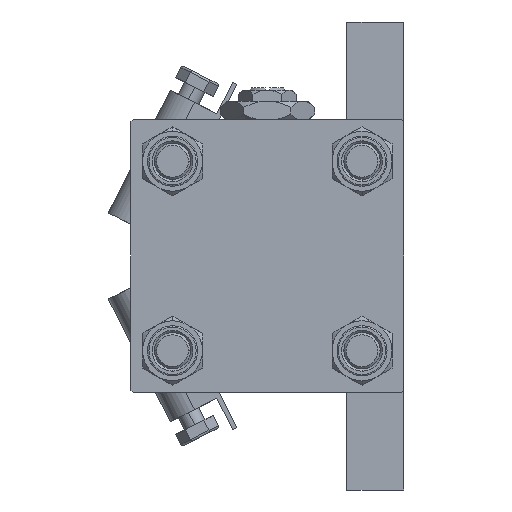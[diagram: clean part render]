
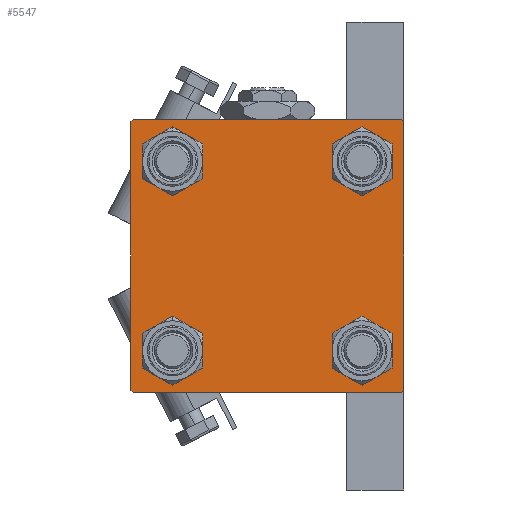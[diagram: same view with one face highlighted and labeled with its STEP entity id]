
A CAD part, left-side view. The second image highlights one B-rep face of the part: STEP entity #5547.
In plain terms, the highlighted planar face has unit normal (-1, 0, 0).
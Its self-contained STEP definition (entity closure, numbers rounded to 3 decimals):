
#1055 = CARTESIAN_POINT ( 'NONE',  ( 0., -29.75, 29.75 ) ) ;
#1321 = DIRECTION ( 'NONE',  ( 0., 0.707, 0.707 ) ) ;
#1330 = DIRECTION ( 'NONE',  ( 0., 0., 1. ) ) ;
#1622 = VERTEX_POINT ( 'NONE', #40955 ) ;
#1928 = EDGE_CURVE ( 'NONE', #36606, #22733, #19941, .T. ) ;
#2362 = EDGE_LOOP ( 'NONE', ( #33676, #31034 ) ) ;
#2932 = EDGE_CURVE ( 'NONE', #9484, #10577, #31655, .T. ) ;
#3074 = CARTESIAN_POINT ( 'NONE',  ( 0., -20.85, -16.35 ) ) ;
#3309 = CARTESIAN_POINT ( 'NONE',  ( 0., 30., 29.5 ) ) ;
#3653 = EDGE_LOOP ( 'NONE', ( #8435, #18688, #32650, #32061, #28186, #27247, #40699, #50390 ) ) ;
#4562 = VERTEX_POINT ( 'NONE', #33008 ) ;
#4697 = DIRECTION ( 'NONE',  ( 1., 0., 0. ) ) ;
#4990 = CARTESIAN_POINT ( 'NONE',  ( 0., -20.85, 20.85 ) ) ;
#5547 = ADVANCED_FACE ( 'NONE', ( #26050, #29476, #10075, #45458, #17692 ), #29211, .T. ) ;
#6523 = CARTESIAN_POINT ( 'NONE',  ( 0., -29.5, -30. ) ) ;
#6675 = EDGE_CURVE ( 'NONE', #10577, #9484, #11595, .T. ) ;
#6839 = DIRECTION ( 'NONE',  ( 0., 0., 1. ) ) ;
#7027 = CARTESIAN_POINT ( 'NONE',  ( 0., 20.85, 16.35 ) ) ;
#7145 = EDGE_CURVE ( 'NONE', #25398, #4562, #50225, .T. ) ;
#7429 = VECTOR ( 'NONE', #40295, 1000. ) ;
#7530 = DIRECTION ( 'NONE',  ( 0., -0.707, -0.707 ) ) ;
#8435 = ORIENTED_EDGE ( 'NONE', *, *, #42126, .T. ) ;
#8522 = VECTOR ( 'NONE', #22732, 1000. ) ;
#8635 = AXIS2_PLACEMENT_3D ( 'NONE', #34601, #51097, #6839 ) ;
#8831 = DIRECTION ( 'NONE',  ( 0., 0., 1. ) ) ;
#9344 = CARTESIAN_POINT ( 'NONE',  ( 0., 20.85, 20.85 ) ) ;
#9484 = VERTEX_POINT ( 'NONE', #40025 ) ;
#9681 = VERTEX_POINT ( 'NONE', #30607 ) ;
#10075 = FACE_BOUND ( 'NONE', #2362, .T. ) ;
#10198 = LINE ( 'NONE', #30119, #11040 ) ;
#10577 = VERTEX_POINT ( 'NONE', #7027 ) ;
#10841 = VERTEX_POINT ( 'NONE', #37873 ) ;
#11040 = VECTOR ( 'NONE', #18576, 1000. ) ;
#11109 = DIRECTION ( 'NONE',  ( 0., 0.707, -0.707 ) ) ;
#11584 = ORIENTED_EDGE ( 'NONE', *, *, #48882, .T. ) ;
#11595 = CIRCLE ( 'NONE', #43495, 4.5 ) ;
#12084 = EDGE_CURVE ( 'NONE', #1622, #20381, #32865, .T. ) ;
#12366 = AXIS2_PLACEMENT_3D ( 'NONE', #23318, #15217, #31460 ) ;
#12536 = CIRCLE ( 'NONE', #19218, 4.5 ) ;
#12604 = VERTEX_POINT ( 'NONE', #40458 ) ;
#12691 = VECTOR ( 'NONE', #1321, 1000. ) ;
#12806 = CIRCLE ( 'NONE', #33716, 4.5 ) ;
#12900 = DIRECTION ( 'NONE',  ( 0., 0., 1. ) ) ;
#13194 = EDGE_CURVE ( 'NONE', #20381, #1622, #47521, .T. ) ;
#13616 = DIRECTION ( 'NONE',  ( 0., 0., 1. ) ) ;
#14709 = EDGE_CURVE ( 'NONE', #12604, #24349, #44221, .T. ) ;
#15217 = DIRECTION ( 'NONE',  ( 1., 0., 0. ) ) ;
#15298 = AXIS2_PLACEMENT_3D ( 'NONE', #28869, #23884, #12900 ) ;
#15300 = LINE ( 'NONE', #51190, #41201 ) ;
#15476 = ORIENTED_EDGE ( 'NONE', *, *, #2932, .T. ) ;
#17023 = CARTESIAN_POINT ( 'NONE',  ( 0., -20.85, -20.85 ) ) ;
#17692 = FACE_OUTER_BOUND ( 'NONE', #3653, .T. ) ;
#17860 = VERTEX_POINT ( 'NONE', #3309 ) ;
#18080 = CARTESIAN_POINT ( 'NONE',  ( 0., -20.85, -20.85 ) ) ;
#18403 = EDGE_LOOP ( 'NONE', ( #22672, #24016 ) ) ;
#18576 = DIRECTION ( 'NONE',  ( 0., 0., -1. ) ) ;
#18688 = ORIENTED_EDGE ( 'NONE', *, *, #48550, .T. ) ;
#19218 = AXIS2_PLACEMENT_3D ( 'NONE', #4990, #33276, #1330 ) ;
#19475 = CIRCLE ( 'NONE', #15298, 4.5 ) ;
#19941 = LINE ( 'NONE', #24391, #39092 ) ;
#20381 = VERTEX_POINT ( 'NONE', #43278 ) ;
#20520 = CARTESIAN_POINT ( 'NONE',  ( 0., 30., -29.5 ) ) ;
#20958 = LINE ( 'NONE', #1055, #12691 ) ;
#21525 = EDGE_LOOP ( 'NONE', ( #43859, #11584 ) ) ;
#21609 = CARTESIAN_POINT ( 'NONE',  ( 0., 0., 0. ) ) ;
#22189 = EDGE_CURVE ( 'NONE', #39114, #9681, #42634, .T. ) ;
#22672 = ORIENTED_EDGE ( 'NONE', *, *, #7145, .T. ) ;
#22732 = DIRECTION ( 'NONE',  ( 0., -1., 0. ) ) ;
#22733 = VERTEX_POINT ( 'NONE', #29954 ) ;
#23318 = CARTESIAN_POINT ( 'NONE',  ( 0., 20.85, -20.85 ) ) ;
#23837 = CARTESIAN_POINT ( 'NONE',  ( 0., -30., 29.5 ) ) ;
#23884 = DIRECTION ( 'NONE',  ( 1., 0., 0. ) ) ;
#24016 = ORIENTED_EDGE ( 'NONE', *, *, #48398, .T. ) ;
#24349 = VERTEX_POINT ( 'NONE', #6523 ) ;
#24391 = CARTESIAN_POINT ( 'NONE',  ( 0., -30., 30. ) ) ;
#24497 = DIRECTION ( 'NONE',  ( 0., -0.707, 0.707 ) ) ;
#25398 = VERTEX_POINT ( 'NONE', #3074 ) ;
#25526 = DIRECTION ( 'NONE',  ( 0., 0., 1. ) ) ;
#25893 = AXIS2_PLACEMENT_3D ( 'NONE', #21609, #37584, #25526 ) ;
#26050 = FACE_BOUND ( 'NONE', #21525, .T. ) ;
#27247 = ORIENTED_EDGE ( 'NONE', *, *, #42675, .T. ) ;
#28186 = ORIENTED_EDGE ( 'NONE', *, *, #1928, .F. ) ;
#28302 = AXIS2_PLACEMENT_3D ( 'NONE', #18080, #37733, #49274 ) ;
#28869 = CARTESIAN_POINT ( 'NONE',  ( 0., -20.85, 20.85 ) ) ;
#29211 = PLANE ( 'NONE',  #25893 ) ;
#29476 = FACE_BOUND ( 'NONE', #18403, .T. ) ;
#29806 = ORIENTED_EDGE ( 'NONE', *, *, #6675, .T. ) ;
#29954 = CARTESIAN_POINT ( 'NONE',  ( 0., -30., -29.5 ) ) ;
#30119 = CARTESIAN_POINT ( 'NONE',  ( 0., 30., 30. ) ) ;
#30318 = VECTOR ( 'NONE', #24497, 1000. ) ;
#30607 = CARTESIAN_POINT ( 'NONE',  ( 0., -29.5, 30. ) ) ;
#31034 = ORIENTED_EDGE ( 'NONE', *, *, #13194, .T. ) ;
#31460 = DIRECTION ( 'NONE',  ( 0., 0., 1. ) ) ;
#31533 = CARTESIAN_POINT ( 'NONE',  ( 0., 20.85, 20.85 ) ) ;
#31655 = CIRCLE ( 'NONE', #39167, 4.5 ) ;
#32061 = ORIENTED_EDGE ( 'NONE', *, *, #43365, .T. ) ;
#32650 = ORIENTED_EDGE ( 'NONE', *, *, #14709, .T. ) ;
#32865 = CIRCLE ( 'NONE', #8635, 4.5 ) ;
#33008 = CARTESIAN_POINT ( 'NONE',  ( 0., -20.85, -25.35 ) ) ;
#33276 = DIRECTION ( 'NONE',  ( 1., 0., 0. ) ) ;
#33676 = ORIENTED_EDGE ( 'NONE', *, *, #12084, .T. ) ;
#33716 = AXIS2_PLACEMENT_3D ( 'NONE', #17023, #4697, #13616 ) ;
#34012 = CARTESIAN_POINT ( 'NONE',  ( 0., 30., 30. ) ) ;
#34601 = CARTESIAN_POINT ( 'NONE',  ( 0., 20.85, -20.85 ) ) ;
#35335 = CARTESIAN_POINT ( 'NONE',  ( 0., 30., -30. ) ) ;
#36132 = VERTEX_POINT ( 'NONE', #46495 ) ;
#36289 = CARTESIAN_POINT ( 'NONE',  ( 0., -29.75, -29.75 ) ) ;
#36328 = DIRECTION ( 'NONE',  ( 1., 0., 0. ) ) ;
#36606 = VERTEX_POINT ( 'NONE', #23837 ) ;
#37584 = DIRECTION ( 'NONE',  ( -1., 0., 0. ) ) ;
#37648 = EDGE_CURVE ( 'NONE', #10841, #36132, #12536, .T. ) ;
#37733 = DIRECTION ( 'NONE',  ( 1., 0., 0. ) ) ;
#37873 = CARTESIAN_POINT ( 'NONE',  ( 0., -20.85, 25.35 ) ) ;
#38901 = CARTESIAN_POINT ( 'NONE',  ( 0., 29.5, 30. ) ) ;
#39092 = VECTOR ( 'NONE', #47990, 1000. ) ;
#39114 = VERTEX_POINT ( 'NONE', #38901 ) ;
#39167 = AXIS2_PLACEMENT_3D ( 'NONE', #9344, #36328, #8831 ) ;
#39206 = VERTEX_POINT ( 'NONE', #20520 ) ;
#39389 = DIRECTION ( 'NONE',  ( 0., 0., 1. ) ) ;
#40025 = CARTESIAN_POINT ( 'NONE',  ( 0., 20.85, 25.35 ) ) ;
#40295 = DIRECTION ( 'NONE',  ( 0., -1., 0. ) ) ;
#40458 = CARTESIAN_POINT ( 'NONE',  ( 0., 29.5, -30. ) ) ;
#40699 = ORIENTED_EDGE ( 'NONE', *, *, #22189, .F. ) ;
#40955 = CARTESIAN_POINT ( 'NONE',  ( 0., 20.85, -16.35 ) ) ;
#41201 = VECTOR ( 'NONE', #11109, 1000. ) ;
#42073 = VECTOR ( 'NONE', #7530, 1000. ) ;
#42126 = EDGE_CURVE ( 'NONE', #17860, #39206, #10198, .T. ) ;
#42634 = LINE ( 'NONE', #34012, #8522 ) ;
#42675 = EDGE_CURVE ( 'NONE', #36606, #9681, #20958, .T. ) ;
#43278 = CARTESIAN_POINT ( 'NONE',  ( 0., 20.85, -25.35 ) ) ;
#43365 = EDGE_CURVE ( 'NONE', #24349, #22733, #48617, .T. ) ;
#43495 = AXIS2_PLACEMENT_3D ( 'NONE', #31533, #47506, #39389 ) ;
#43859 = ORIENTED_EDGE ( 'NONE', *, *, #37648, .T. ) ;
#44185 = LINE ( 'NONE', #48134, #42073 ) ;
#44221 = LINE ( 'NONE', #35335, #7429 ) ;
#45033 = EDGE_CURVE ( 'NONE', #39114, #17860, #15300, .T. ) ;
#45458 = FACE_BOUND ( 'NONE', #50292, .T. ) ;
#46495 = CARTESIAN_POINT ( 'NONE',  ( 0., -20.85, 16.35 ) ) ;
#47506 = DIRECTION ( 'NONE',  ( 1., 0., 0. ) ) ;
#47521 = CIRCLE ( 'NONE', #12366, 4.5 ) ;
#47990 = DIRECTION ( 'NONE',  ( 0., 0., -1. ) ) ;
#48134 = CARTESIAN_POINT ( 'NONE',  ( 0., 29.75, -29.75 ) ) ;
#48398 = EDGE_CURVE ( 'NONE', #4562, #25398, #12806, .T. ) ;
#48550 = EDGE_CURVE ( 'NONE', #39206, #12604, #44185, .T. ) ;
#48617 = LINE ( 'NONE', #36289, #30318 ) ;
#48882 = EDGE_CURVE ( 'NONE', #36132, #10841, #19475, .T. ) ;
#49274 = DIRECTION ( 'NONE',  ( 0., 0., 1. ) ) ;
#50225 = CIRCLE ( 'NONE', #28302, 4.5 ) ;
#50292 = EDGE_LOOP ( 'NONE', ( #15476, #29806 ) ) ;
#50390 = ORIENTED_EDGE ( 'NONE', *, *, #45033, .T. ) ;
#51097 = DIRECTION ( 'NONE',  ( 1., 0., 0. ) ) ;
#51190 = CARTESIAN_POINT ( 'NONE',  ( 0., 29.75, 29.75 ) ) ;
